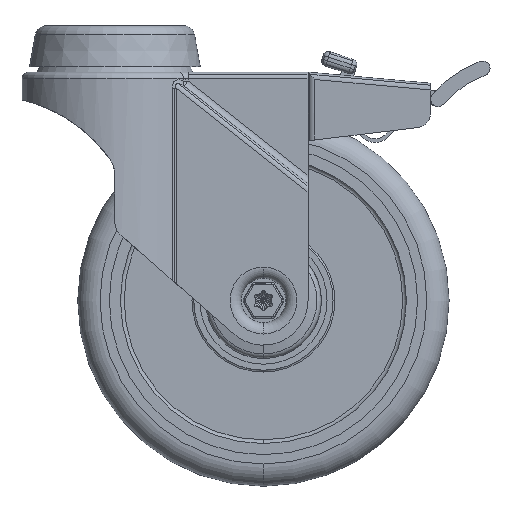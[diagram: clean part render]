
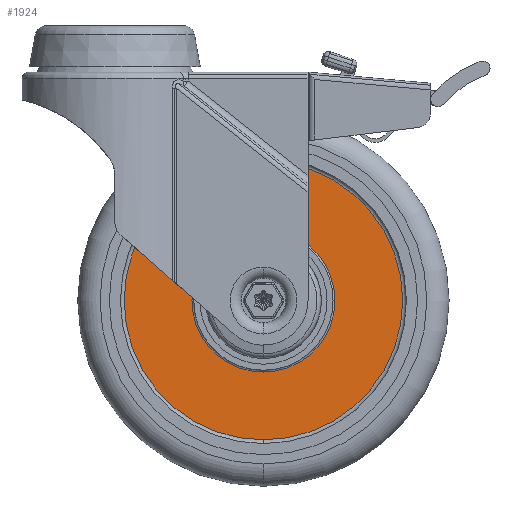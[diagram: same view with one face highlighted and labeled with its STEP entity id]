
A CAD part, front view. The second image highlights one B-rep face of the part: STEP entity #1924.
In plain terms, the highlighted planar face has unit normal (0, -1, 0).
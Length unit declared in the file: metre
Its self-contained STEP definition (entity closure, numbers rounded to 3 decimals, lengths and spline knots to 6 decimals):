
#1924=ADVANCED_FACE('',(#3300,#3301),#3302,.T.);
#3300=FACE_OUTER_BOUND('',#6306,.T.);
#3301=FACE_BOUND('',#6307,.T.);
#3302=PLANE('',#6308);
#6306=EDGE_LOOP('',(#17942,#17943));
#6307=EDGE_LOOP('',(#17944,#17945));
#6308=AXIS2_PLACEMENT_3D('',#17946,#17947,#17948);
#17942=ORIENTED_EDGE('',*,*,#22322,.F.);
#17943=ORIENTED_EDGE('',*,*,#22418,.F.);
#17944=ORIENTED_EDGE('',*,*,#22320,.T.);
#17945=ORIENTED_EDGE('',*,*,#22419,.T.);
#17946=CARTESIAN_POINT('',(-0.028375,-0.002,0.0));
#17947=DIRECTION('',(0.,-1.0,0.0));
#17948=DIRECTION('',(0.0,0.0,-1.0));
#22320=EDGE_CURVE('',#25163,#25166,#25168,.T.);
#22322=EDGE_CURVE('',#25169,#25172,#25173,.T.);
#22418=EDGE_CURVE('',#25172,#25169,#25332,.T.);
#22419=EDGE_CURVE('',#25166,#25163,#25333,.T.);
#25163=VERTEX_POINT('',#30002);
#25166=VERTEX_POINT('',#30005);
#25168=CIRCLE('',#30007,0.01925);
#25169=VERTEX_POINT('',#30008);
#25172=VERTEX_POINT('',#30011);
#25173=CIRCLE('',#30012,0.0375);
#25332=CIRCLE('',#30197,0.0375);
#25333=CIRCLE('',#30198,0.01925);
#30002=CARTESIAN_POINT('',(0.,-0.002,-0.01925));
#30005=CARTESIAN_POINT('',(0.,-0.002,0.01925));
#30007=AXIS2_PLACEMENT_3D('',#43564,#43565,#43566);
#30008=CARTESIAN_POINT('',(0.,-0.002,-0.0375));
#30011=CARTESIAN_POINT('',(0.,-0.002,0.0375));
#30012=AXIS2_PLACEMENT_3D('',#43570,#43571,#43572);
#30197=AXIS2_PLACEMENT_3D('',#43806,#43807,#43808);
#30198=AXIS2_PLACEMENT_3D('',#43809,#43810,#43811);
#43564=CARTESIAN_POINT('',(0.,-0.002,0.0));
#43565=DIRECTION('',(0.,1.0,0.0));
#43566=DIRECTION('',(-1.0,0.,0.0));
#43570=CARTESIAN_POINT('',(0.,-0.002,0.0));
#43571=DIRECTION('',(0.,1.0,0.0));
#43572=DIRECTION('',(-1.0,0.,0.0));
#43806=CARTESIAN_POINT('',(0.,-0.002,0.0));
#43807=DIRECTION('',(0.,1.0,0.0));
#43808=DIRECTION('',(-1.0,0.,0.0));
#43809=CARTESIAN_POINT('',(0.,-0.002,0.0));
#43810=DIRECTION('',(0.,1.0,0.0));
#43811=DIRECTION('',(-1.0,0.,0.0));
